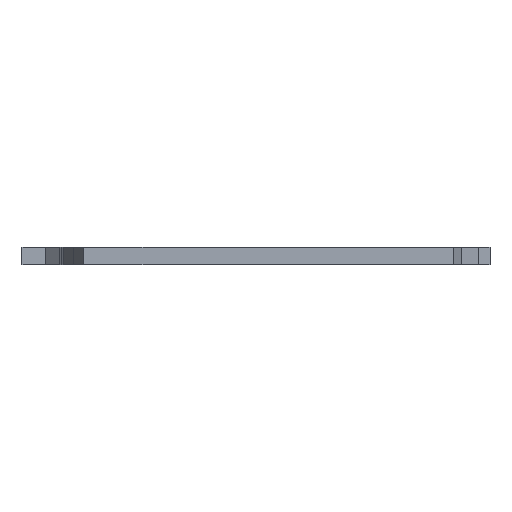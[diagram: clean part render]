
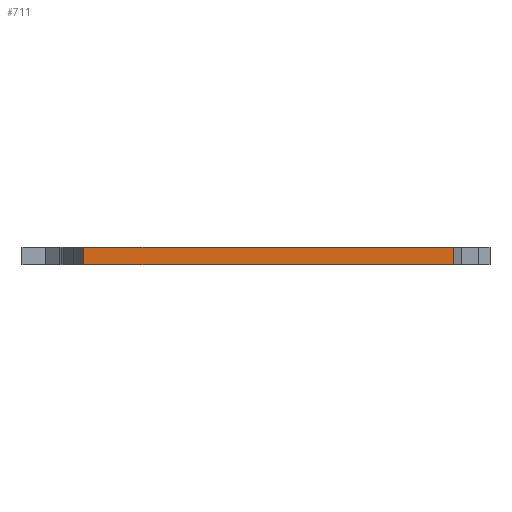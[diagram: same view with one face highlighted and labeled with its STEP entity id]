
A CAD part, front view. The second image highlights one B-rep face of the part: STEP entity #711.
In plain terms, the highlighted planar face has unit normal (0, -1, 0).
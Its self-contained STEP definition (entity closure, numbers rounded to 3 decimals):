
#75=FACE_OUTER_BOUND('',#110,.T.);
#110=EDGE_LOOP('',(#564,#565,#566,#567));
#191=LINE('',#1131,#274);
#192=LINE('',#1134,#275);
#193=LINE('',#1136,#276);
#194=LINE('',#1137,#277);
#274=VECTOR('',#933,10.);
#275=VECTOR('',#936,10.);
#276=VECTOR('',#937,10.);
#277=VECTOR('',#938,10.);
#347=VERTEX_POINT('',#1127);
#348=VERTEX_POINT('',#1129);
#349=VERTEX_POINT('',#1133);
#350=VERTEX_POINT('',#1135);
#439=EDGE_CURVE('',#347,#348,#191,.T.);
#440=EDGE_CURVE('',#349,#347,#192,.T.);
#441=EDGE_CURVE('',#350,#348,#193,.T.);
#442=EDGE_CURVE('',#349,#350,#194,.T.);
#564=ORIENTED_EDGE('',*,*,#440,.T.);
#565=ORIENTED_EDGE('',*,*,#439,.T.);
#566=ORIENTED_EDGE('',*,*,#441,.F.);
#567=ORIENTED_EDGE('',*,*,#442,.F.);
#676=PLANE('',#776);
#711=ADVANCED_FACE('',(#75),#676,.T.);
#776=AXIS2_PLACEMENT_3D('',#1132,#934,#935);
#933=DIRECTION('',(0.,0.,1.));
#934=DIRECTION('center_axis',(0.,-1.,0.));
#935=DIRECTION('ref_axis',(1.,0.,0.));
#936=DIRECTION('',(1.,0.,0.));
#937=DIRECTION('',(1.,0.,0.));
#938=DIRECTION('',(0.,0.,1.));
#1127=CARTESIAN_POINT('',(49.,-65.333,0.));
#1129=CARTESIAN_POINT('',(49.,-65.333,2.63));
#1131=CARTESIAN_POINT('',(49.,-65.333,0.));
#1132=CARTESIAN_POINT('Origin',(-5.746,-65.333,0.));
#1133=CARTESIAN_POINT('',(-5.746,-65.333,0.));
#1134=CARTESIAN_POINT('',(-5.746,-65.333,0.));
#1135=CARTESIAN_POINT('',(-5.746,-65.333,2.63));
#1136=CARTESIAN_POINT('',(-5.746,-65.333,2.63));
#1137=CARTESIAN_POINT('',(-5.746,-65.333,0.));
